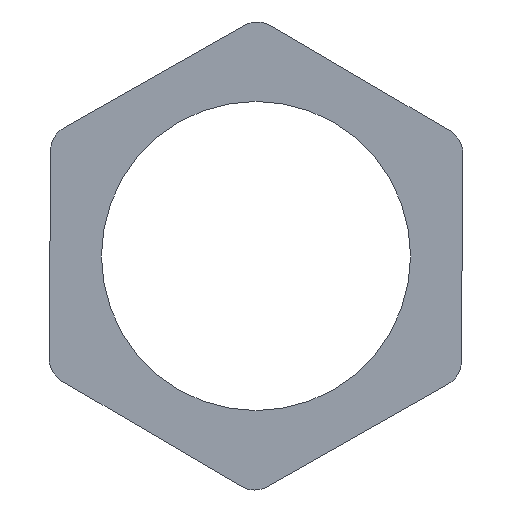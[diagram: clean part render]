
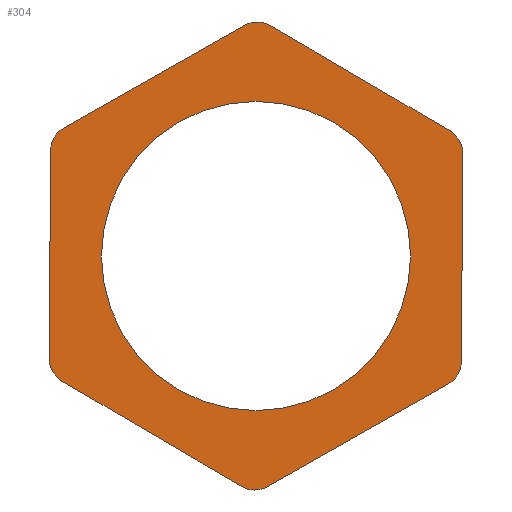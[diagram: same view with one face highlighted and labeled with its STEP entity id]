
A CAD part, front view. The second image highlights one B-rep face of the part: STEP entity #304.
In plain terms, the highlighted planar face has unit normal (0, -1, 0).
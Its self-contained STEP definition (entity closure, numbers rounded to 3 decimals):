
#3 = DIRECTION ( 'NONE',  ( 0., 0., 1. ) ) ;
#4 = AXIS2_PLACEMENT_3D ( 'NONE', #604, #89, #622 ) ;
#6 = DIRECTION ( 'NONE',  ( 0., 0., 1. ) ) ;
#11 = EDGE_LOOP ( 'NONE', ( #400, #480, #189, #386, #513, #143, #616, #417, #496, #110, #370, #310, #463 ) ) ;
#12 = CIRCLE ( 'NONE', #443, 6. ) ;
#36 = CIRCLE ( 'NONE', #4, 1. ) ;
#42 = DIRECTION ( 'NONE',  ( 0.862, 0., -0.506 ) ) ;
#51 = DIRECTION ( 'NONE',  ( 0., -1., 0. ) ) ;
#64 = VERTEX_POINT ( 'NONE', #213 ) ;
#65 = CIRCLE ( 'NONE', #410, 1. ) ;
#70 = CARTESIAN_POINT ( 'NONE',  ( -0.059, 0., -8.083 ) ) ;
#74 = CARTESIAN_POINT ( 'NONE',  ( -0.435, 0., 8.952 ) ) ;
#83 = EDGE_CURVE ( 'NONE', #104, #585, #91, .T. ) ;
#86 = DIRECTION ( 'NONE',  ( -0.862, 0., 0.506 ) ) ;
#89 = DIRECTION ( 'NONE',  ( 0., -1., 0. ) ) ;
#90 = LINE ( 'NONE', #474, #352 ) ;
#91 = CIRCLE ( 'NONE', #600, 1. ) ;
#92 = AXIS2_PLACEMENT_3D ( 'NONE', #217, #316, #402 ) ;
#94 = DIRECTION ( 'NONE',  ( 0., 0., 1. ) ) ;
#95 = CARTESIAN_POINT ( 'NONE',  ( -0.067, 0., -9.237 ) ) ;
#96 = CARTESIAN_POINT ( 'NONE',  ( 0., 0., 0. ) ) ;
#101 = EDGE_CURVE ( 'NONE', #546, #281, #12, .T. ) ;
#104 = VERTEX_POINT ( 'NONE', #565 ) ;
#107 = DIRECTION ( 'NONE',  ( 0.007, 0., 1. ) ) ;
#110 = ORIENTED_EDGE ( 'NONE', *, *, #528, .F. ) ;
#111 = EDGE_CURVE ( 'NONE', #572, #104, #65, .T. ) ;
#117 = AXIS2_PLACEMENT_3D ( 'NONE', #96, #415, #241 ) ;
#118 = CARTESIAN_POINT ( 'NONE',  ( 7.535, 0., 4.853 ) ) ;
#121 = DIRECTION ( 'NONE',  ( -0.87, 0., -0.494 ) ) ;
#129 = EDGE_CURVE ( 'NONE', #557, #348, #475, .T. ) ;
#139 = EDGE_CURVE ( 'NONE', #281, #546, #379, .T. ) ;
#143 = ORIENTED_EDGE ( 'NONE', *, *, #420, .F. ) ;
#147 = CARTESIAN_POINT ( 'NONE',  ( 0., 0., -6. ) ) ;
#149 = EDGE_CURVE ( 'NONE', #445, #585, #466, .T. ) ;
#151 = VECTOR ( 'NONE', #42, 1000. ) ;
#152 = CARTESIAN_POINT ( 'NONE',  ( 0.565, 0., 8.945 ) ) ;
#154 = CIRCLE ( 'NONE', #92, 1. ) ;
#165 = DIRECTION ( 'NONE',  ( 0., -1., 0. ) ) ;
#167 = CARTESIAN_POINT ( 'NONE',  ( 7.966, 0., -4.677 ) ) ;
#170 = DIRECTION ( 'NONE',  ( 0., 0., 1. ) ) ;
#179 = VERTEX_POINT ( 'NONE', #74 ) ;
#184 = DIRECTION ( 'NONE',  ( 0., -1., 0. ) ) ;
#185 = CARTESIAN_POINT ( 'NONE',  ( -7.971, 0., 4.099 ) ) ;
#188 = VECTOR ( 'NONE', #203, 1000. ) ;
#189 = ORIENTED_EDGE ( 'NONE', *, *, #83, .T. ) ;
#192 = CARTESIAN_POINT ( 'NONE',  ( 0.067, 0., 9.237 ) ) ;
#199 = LINE ( 'NONE', #383, #344 ) ;
#201 = ORIENTED_EDGE ( 'NONE', *, *, #101, .T. ) ;
#203 = DIRECTION ( 'NONE',  ( 0.87, 0., 0.494 ) ) ;
#213 = CARTESIAN_POINT ( 'NONE',  ( -8.029, 0., -3.983 ) ) ;
#217 = CARTESIAN_POINT ( 'NONE',  ( -6.971, 0., 4.092 ) ) ;
#226 = CARTESIAN_POINT ( 'NONE',  ( 0., 0., 6. ) ) ;
#227 = CARTESIAN_POINT ( 'NONE',  ( -7.966, 0., 4.677 ) ) ;
#228 = CIRCLE ( 'NONE', #238, 1. ) ;
#230 = ORIENTED_EDGE ( 'NONE', *, *, #139, .T. ) ;
#236 = DIRECTION ( 'NONE',  ( 0., 1., 0. ) ) ;
#238 = AXIS2_PLACEMENT_3D ( 'NONE', #247, #433, #6 ) ;
#241 = DIRECTION ( 'NONE',  ( 0., 0., 1. ) ) ;
#247 = CARTESIAN_POINT ( 'NONE',  ( 6.971, 0., -4.092 ) ) ;
#250 = FACE_OUTER_BOUND ( 'NONE', #11, .T. ) ;
#263 = VERTEX_POINT ( 'NONE', #363 ) ;
#281 = VERTEX_POINT ( 'NONE', #226 ) ;
#285 = EDGE_CURVE ( 'NONE', #441, #348, #36, .T. ) ;
#289 = CARTESIAN_POINT ( 'NONE',  ( -7.535, 0., -4.853 ) ) ;
#290 = CIRCLE ( 'NONE', #419, 1. ) ;
#292 = CARTESIAN_POINT ( 'NONE',  ( 0.059, 0., 8.083 ) ) ;
#295 = EDGE_CURVE ( 'NONE', #557, #179, #290, .T. ) ;
#304 = ADVANCED_FACE ( 'NONE', ( #250, #437 ), #580, .F. ) ;
#310 = ORIENTED_EDGE ( 'NONE', *, *, #574, .F. ) ;
#316 = DIRECTION ( 'NONE',  ( 0., -1., 0. ) ) ;
#326 = CARTESIAN_POINT ( 'NONE',  ( 0., 0., 0. ) ) ;
#328 = EDGE_CURVE ( 'NONE', #539, #423, #154, .T. ) ;
#335 = EDGE_LOOP ( 'NONE', ( #201, #230 ) ) ;
#339 = CARTESIAN_POINT ( 'NONE',  ( -0.059, 0., -8.083 ) ) ;
#344 = VECTOR ( 'NONE', #107, 1000. ) ;
#348 = VERTEX_POINT ( 'NONE', #118 ) ;
#352 = VECTOR ( 'NONE', #365, 1000. ) ;
#363 = CARTESIAN_POINT ( 'NONE',  ( 7.971, 0., -4.099 ) ) ;
#365 = DIRECTION ( 'NONE',  ( -0.007, 0., -1. ) ) ;
#367 = DIRECTION ( 'NONE',  ( 0., 0., 1. ) ) ;
#370 = ORIENTED_EDGE ( 'NONE', *, *, #328, .T. ) ;
#378 = EDGE_CURVE ( 'NONE', #572, #495, #451, .T. ) ;
#379 = CIRCLE ( 'NONE', #117, 6. ) ;
#380 = CIRCLE ( 'NONE', #592, 1. ) ;
#383 = CARTESIAN_POINT ( 'NONE',  ( -8.033, 0., -4.561 ) ) ;
#385 = CARTESIAN_POINT ( 'NONE',  ( -7.464, 0., 4.962 ) ) ;
#386 = ORIENTED_EDGE ( 'NONE', *, *, #149, .F. ) ;
#388 = EDGE_CURVE ( 'NONE', #64, #495, #380, .T. ) ;
#397 = DIRECTION ( 'NONE',  ( 0., 1., 0. ) ) ;
#400 = ORIENTED_EDGE ( 'NONE', *, *, #378, .F. ) ;
#402 = DIRECTION ( 'NONE',  ( 0., 0., 1. ) ) ;
#406 = DIRECTION ( 'NONE',  ( 0., 0., 1. ) ) ;
#410 = AXIS2_PLACEMENT_3D ( 'NONE', #339, #184, #367 ) ;
#415 = DIRECTION ( 'NONE',  ( 0., 1., 0. ) ) ;
#417 = ORIENTED_EDGE ( 'NONE', *, *, #129, .F. ) ;
#419 = AXIS2_PLACEMENT_3D ( 'NONE', #292, #51, #3 ) ;
#420 = EDGE_CURVE ( 'NONE', #441, #263, #90, .T. ) ;
#423 = VERTEX_POINT ( 'NONE', #185 ) ;
#433 = DIRECTION ( 'NONE',  ( 0., -1., 0. ) ) ;
#437 = FACE_BOUND ( 'NONE', #335, .T. ) ;
#441 = VERTEX_POINT ( 'NONE', #615 ) ;
#443 = AXIS2_PLACEMENT_3D ( 'NONE', #326, #236, #471 ) ;
#445 = VERTEX_POINT ( 'NONE', #465 ) ;
#451 = LINE ( 'NONE', #95, #536 ) ;
#463 = ORIENTED_EDGE ( 'NONE', *, *, #388, .T. ) ;
#465 = CARTESIAN_POINT ( 'NONE',  ( 7.464, 0., -4.962 ) ) ;
#466 = LINE ( 'NONE', #167, #468 ) ;
#468 = VECTOR ( 'NONE', #121, 1000. ) ;
#471 = DIRECTION ( 'NONE',  ( 0., 0., 1. ) ) ;
#474 = CARTESIAN_POINT ( 'NONE',  ( 8.033, 0., 4.561 ) ) ;
#475 = LINE ( 'NONE', #192, #151 ) ;
#480 = ORIENTED_EDGE ( 'NONE', *, *, #111, .T. ) ;
#495 = VERTEX_POINT ( 'NONE', #289 ) ;
#496 = ORIENTED_EDGE ( 'NONE', *, *, #295, .T. ) ;
#506 = CARTESIAN_POINT ( 'NONE',  ( 0., 0., 0. ) ) ;
#513 = ORIENTED_EDGE ( 'NONE', *, *, #571, .T. ) ;
#514 = AXIS2_PLACEMENT_3D ( 'NONE', #506, #397, #406 ) ;
#522 = DIRECTION ( 'NONE',  ( 0., -1., 0. ) ) ;
#528 = EDGE_CURVE ( 'NONE', #539, #179, #620, .T. ) ;
#536 = VECTOR ( 'NONE', #86, 1000. ) ;
#539 = VERTEX_POINT ( 'NONE', #385 ) ;
#540 = CARTESIAN_POINT ( 'NONE',  ( 0.435, 0., -8.952 ) ) ;
#543 = CARTESIAN_POINT ( 'NONE',  ( -0.565, 0., -8.945 ) ) ;
#546 = VERTEX_POINT ( 'NONE', #147 ) ;
#557 = VERTEX_POINT ( 'NONE', #152 ) ;
#565 = CARTESIAN_POINT ( 'NONE',  ( -0.059, 0., -9.083 ) ) ;
#571 = EDGE_CURVE ( 'NONE', #445, #263, #228, .T. ) ;
#572 = VERTEX_POINT ( 'NONE', #543 ) ;
#574 = EDGE_CURVE ( 'NONE', #64, #423, #199, .T. ) ;
#580 = PLANE ( 'NONE',  #514 ) ;
#585 = VERTEX_POINT ( 'NONE', #540 ) ;
#592 = AXIS2_PLACEMENT_3D ( 'NONE', #611, #522, #94 ) ;
#600 = AXIS2_PLACEMENT_3D ( 'NONE', #70, #165, #170 ) ;
#604 = CARTESIAN_POINT ( 'NONE',  ( 7.029, 0., 3.991 ) ) ;
#611 = CARTESIAN_POINT ( 'NONE',  ( -7.029, 0., -3.991 ) ) ;
#615 = CARTESIAN_POINT ( 'NONE',  ( 8.029, 0., 3.983 ) ) ;
#616 = ORIENTED_EDGE ( 'NONE', *, *, #285, .T. ) ;
#620 = LINE ( 'NONE', #227, #188 ) ;
#622 = DIRECTION ( 'NONE',  ( 0., 0., 1. ) ) ;
